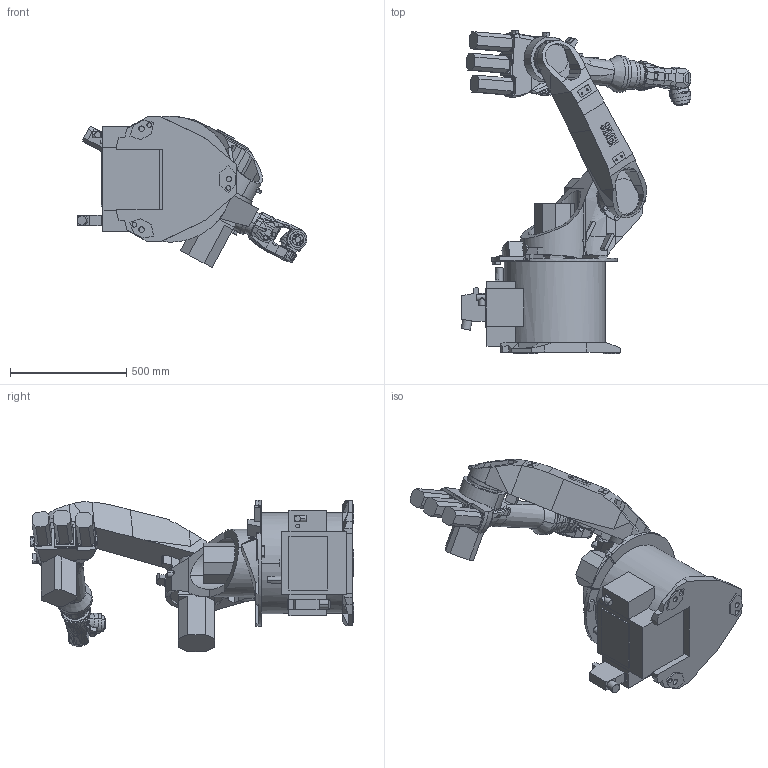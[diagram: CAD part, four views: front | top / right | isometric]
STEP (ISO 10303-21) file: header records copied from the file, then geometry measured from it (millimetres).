
FILE_DESCRIPTION (( 'STEP AP214' ), '1' );
FILE_NAME ('KUKA_KR6.STEP', '2018-08-30T09:32:14', ( '' ), ( '' ), 'SwSTEP 2.0', 'SolidWorks 2018', '' );
FILE_SCHEMA (( 'AUTOMOTIVE_DESIGN' ));
Length unit declared in the file: millimetre
Products named in the file (18): KUKA_L5; KUKA_L4; KUKA_A3; KUKA_A4; KUKA_KR6.sldasm-Part-16; KUKA_L1; KUKA_A6; KUKA_KR6.sldasm-Part-4; KUKA_L6; KUKA_L2; KUKA_Base; KUKA_L3; KUKA_A2; KUKA_KR6.sldasm-Part-2; KUKA_A5; KUKA_A1; KUKA_KR6.sldasm-Part-3; KUKA_KR6
Assembly tree (17 placements, depth 2):
  KUKA_KR6
    KUKA_Base
    KUKA_L1
    KUKA_A2
    KUKA_A1
    KUKA_L2
    KUKA_L3
    KUKA_A3
    KUKA_A4
    KUKA_A5
    KUKA_A6
    KUKA_L4
    KUKA_L5
    KUKA_L6
    KUKA_KR6.sldasm-Part-2
    KUKA_KR6.sldasm-Part-3
    KUKA_KR6.sldasm-Part-4
    KUKA_KR6.sldasm-Part-16
Bounding box: 987.23 x 1388.92 x 649.73 mm (x, y, z)
Volume: 129053044.8 mm3; surface area: 4191590.8 mm2
Topology: 17 solids, 19 shells, 1312 faces, 3429 edges, 2204 vertices
Faces by surface type: plane 1024, cylinder 218, cone 48, bspline 22
Entity records: 41742 total; most frequent: CARTESIAN_POINT 9119, ORIENTED_EDGE 6858, DIRECTION 6244, EDGE_CURVE 3429, LINE 2612, VECTOR 2612, VERTEX_POINT 2204, AXIS2_PLACEMENT_3D 1816
